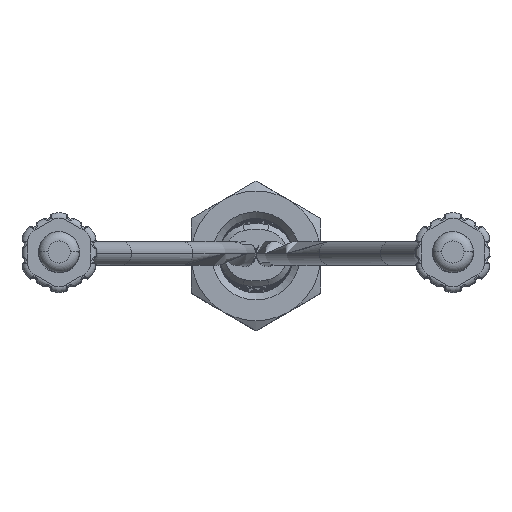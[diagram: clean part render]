
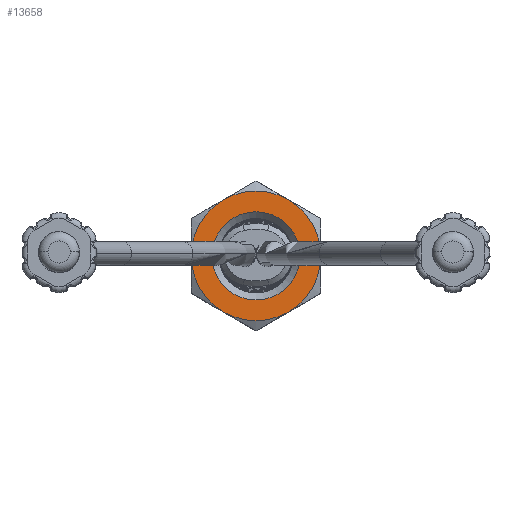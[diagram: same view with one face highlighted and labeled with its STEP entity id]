
A CAD part, top view. The second image highlights one B-rep face of the part: STEP entity #13658.
In plain terms, the highlighted planar face has unit normal (0, 0, 1).
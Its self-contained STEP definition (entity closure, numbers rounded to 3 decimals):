
#791=CARTESIAN_POINT('',(0.,0.,-3.7));
#792=DIRECTION('',(0.,0.,-1.));
#793=DIRECTION('',(0.5,-0.866,0.));
#794=AXIS2_PLACEMENT_3D('',#791,#792,#793);
#796=CARTESIAN_POINT('',(0.,0.,-3.7));
#797=DIRECTION('',(0.,0.,-1.));
#798=DIRECTION('',(0.,-1.,0.));
#799=AXIS2_PLACEMENT_3D('',#796,#797,#798);
#801=CARTESIAN_POINT('',(0.,0.,-3.7));
#802=DIRECTION('',(0.,0.,-1.));
#803=DIRECTION('',(-0.5,-0.866,0.));
#804=AXIS2_PLACEMENT_3D('',#801,#802,#803);
#806=CARTESIAN_POINT('',(0.,0.,-3.7));
#807=DIRECTION('',(0.,0.,-1.));
#808=DIRECTION('',(-1.,0.,0.));
#809=AXIS2_PLACEMENT_3D('',#806,#807,#808);
#811=CARTESIAN_POINT('',(0.,0.,-3.7));
#812=DIRECTION('',(0.,0.,-1.));
#813=DIRECTION('',(-0.5,0.866,0.));
#814=AXIS2_PLACEMENT_3D('',#811,#812,#813);
#816=CARTESIAN_POINT('',(0.,0.,-3.7));
#817=DIRECTION('',(0.,0.,-1.));
#818=DIRECTION('',(0.,1.,0.));
#819=AXIS2_PLACEMENT_3D('',#816,#817,#818);
#821=CARTESIAN_POINT('',(0.,0.,-3.7));
#822=DIRECTION('',(0.,0.,-1.));
#823=DIRECTION('',(0.5,0.866,0.));
#824=AXIS2_PLACEMENT_3D('',#821,#822,#823);
#826=CARTESIAN_POINT('',(0.,0.,-3.7));
#827=DIRECTION('',(0.,0.,-1.));
#828=DIRECTION('',(1.,0.,0.));
#829=AXIS2_PLACEMENT_3D('',#826,#827,#828);
#1085=CARTESIAN_POINT('',(0.,0.,-3.7));
#1086=DIRECTION('',(0.,0.,-1.));
#1087=DIRECTION('',(-1.,0.,0.));
#1088=AXIS2_PLACEMENT_3D('',#1085,#1086,#1087);
#1108=CARTESIAN_POINT('',(0.,0.,-3.7));
#1109=DIRECTION('',(0.,0.,-1.));
#1110=DIRECTION('',(1.,0.,0.));
#1111=AXIS2_PLACEMENT_3D('',#1108,#1109,#1110);
#12475=CARTESIAN_POINT('',(0.,-3.5,-3.7));
#12476=CARTESIAN_POINT('',(-1.75,-3.031,-3.7));
#12477=VERTEX_POINT('',#12475);
#12478=VERTEX_POINT('',#12476);
#12479=CARTESIAN_POINT('',(1.75,-3.031,-3.7));
#12480=VERTEX_POINT('',#12479);
#12481=CARTESIAN_POINT('',(-3.5,0.,-3.7));
#12482=VERTEX_POINT('',#12481);
#12483=CARTESIAN_POINT('',(-1.75,3.031,-3.7));
#12484=VERTEX_POINT('',#12483);
#12485=CARTESIAN_POINT('',(0.,3.5,-3.7));
#12486=CARTESIAN_POINT('',(1.75,3.031,-3.7));
#12487=VERTEX_POINT('',#12485);
#12488=VERTEX_POINT('',#12486);
#12489=CARTESIAN_POINT('',(3.5,0.,-3.7));
#12490=VERTEX_POINT('',#12489);
#12539=CARTESIAN_POINT('',(-2.38,0.,
-3.7));
#12540=VERTEX_POINT('',#12539);
#12541=CARTESIAN_POINT('',(2.38,0.,
-3.7));
#12542=VERTEX_POINT('',#12541);
#13630=CARTESIAN_POINT('',(0.,0.,-3.7));
#13631=DIRECTION('',(0.,0.,1.));
#13632=DIRECTION('',(-1.,0.,0.));
#13633=AXIS2_PLACEMENT_3D('',#13630,#13631,#13632);
#13634=PLANE('',#13633);
#13636=ORIENTED_EDGE('',*,*,#13635,.T.);
#13638=ORIENTED_EDGE('',*,*,#13637,.T.);
#13640=ORIENTED_EDGE('',*,*,#13639,.T.);
#13641=ORIENTED_EDGE('',*,*,#13615,.T.);
#13643=ORIENTED_EDGE('',*,*,#13642,.T.);
#13645=ORIENTED_EDGE('',*,*,#13644,.T.);
#13647=ORIENTED_EDGE('',*,*,#13646,.T.);
#13649=ORIENTED_EDGE('',*,*,#13648,.T.);
#13650=EDGE_LOOP('',(#13636,#13638,#13640,#13641,#13643,#13645,#13647,#13649));
#13651=FACE_OUTER_BOUND('',#13650,.F.);
#13653=ORIENTED_EDGE('',*,*,#13652,.F.);
#13655=ORIENTED_EDGE('',*,*,#13654,.F.);
#13656=EDGE_LOOP('',(#13653,#13655));
#13657=FACE_BOUND('',#13656,.F.);
#13658=ADVANCED_FACE('',(#13651,#13657),#13634,.T.);
#795=CIRCLE('',#794,3.5);
#800=CIRCLE('',#799,3.5);
#805=CIRCLE('',#804,3.5);
#810=CIRCLE('',#809,3.5);
#815=CIRCLE('',#814,3.5);
#820=CIRCLE('',#819,3.5);
#825=CIRCLE('',#824,3.5);
#830=CIRCLE('',#829,3.5);
#1089=CIRCLE('',#1088,2.38);
#1112=CIRCLE('',#1111,2.38);
#13615=EDGE_CURVE('',#12482,#12484,#810,.T.);
#13635=EDGE_CURVE('',#12480,#12477,#795,.T.);
#13637=EDGE_CURVE('',#12477,#12478,#800,.T.);
#13639=EDGE_CURVE('',#12478,#12482,#805,.T.);
#13642=EDGE_CURVE('',#12484,#12487,#815,.T.);
#13644=EDGE_CURVE('',#12487,#12488,#820,.T.);
#13646=EDGE_CURVE('',#12488,#12490,#825,.T.);
#13648=EDGE_CURVE('',#12490,#12480,#830,.T.);
#13652=EDGE_CURVE('',#12540,#12542,#1089,.T.);
#13654=EDGE_CURVE('',#12542,#12540,#1112,.T.);
